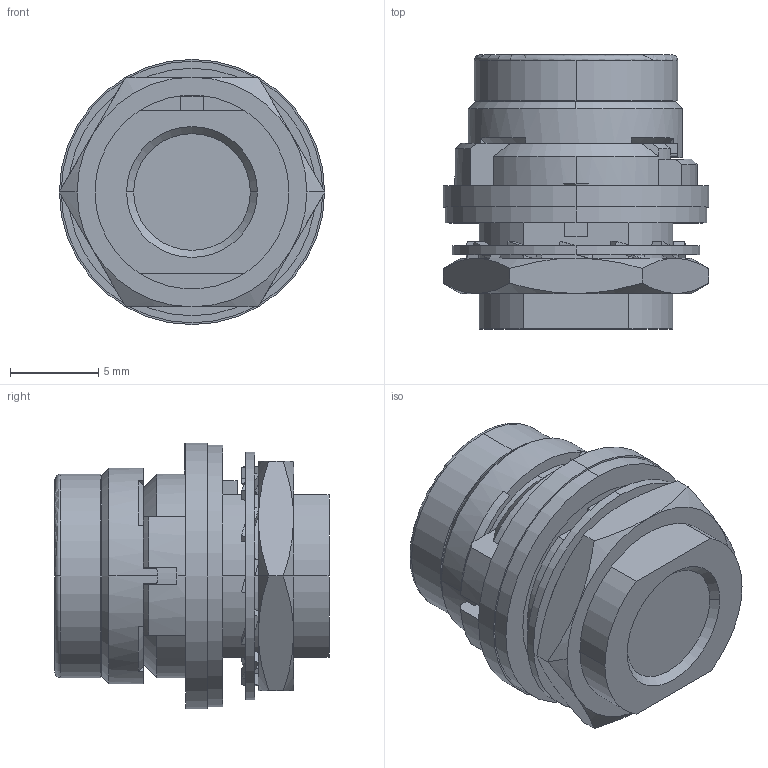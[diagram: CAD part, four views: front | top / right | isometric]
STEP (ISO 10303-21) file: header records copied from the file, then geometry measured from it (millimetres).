
FILE_DESCRIPTION(('CoCreate Modeling STEP Export'),'2;1');
FILE_NAME('HR30-7R-10PC.stp','2011-06-08T15:19:49',(''),(''),'CoCreate Modeling STEP processor for AP214 (Solid Model)','CoCreate Modeling 17.0 01-Apr-2010 (C) Parametric Technology GmbH','');
FILE_SCHEMA(('AUTOMOTIVE_DESIGN { 1 0 10303 214 1 1 1 1 }'));
Length unit declared in the file: millimetre
Products named in the file (1): HR30-7R-10PC
Bounding box: 15.01 x 15.5 x 15 mm (x, y, z)
Volume: 1502.7 mm3; surface area: 1721.6 mm2
Topology: 1 solids, 1 shells, 281 faces, 774 edges, 485 vertices
Faces by surface type: plane 131, cylinder 102, cone 42, torus 6
Entity records: 9140 total; most frequent: CARTESIAN_POINT 2540, ORIENTED_EDGE 1548, DIRECTION 1251, EDGE_CURVE 774, VERTEX_POINT 485, AXIS2_PLACEMENT_3D 478, EDGE_LOOP 305, VECTOR 295
